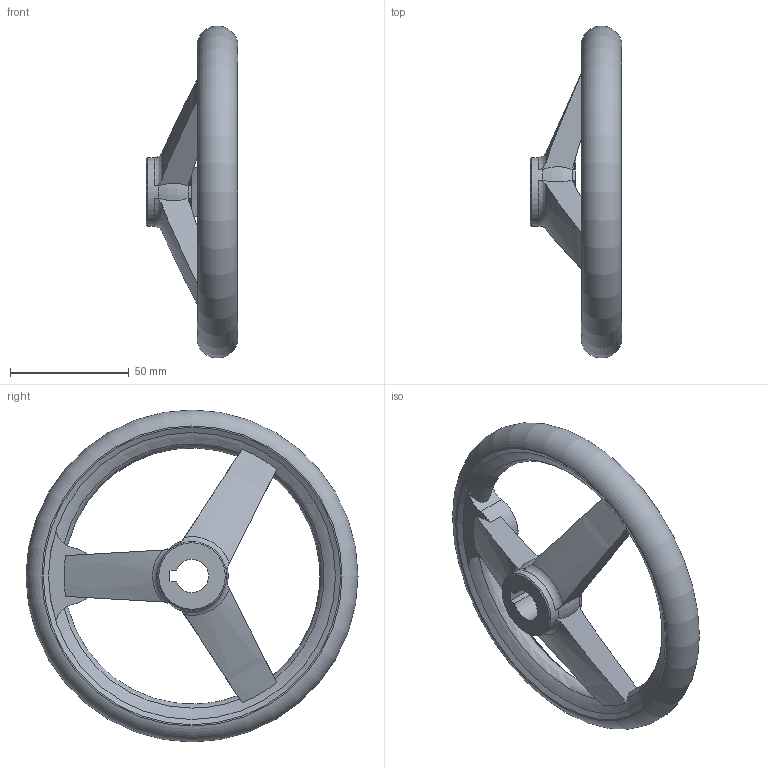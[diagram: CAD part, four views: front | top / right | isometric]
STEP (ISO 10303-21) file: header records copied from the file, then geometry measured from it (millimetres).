
FILE_DESCRIPTION( ( 'STEP AP203' ), ' ' );
FILE_NAME( 'Stainless Steel-Handwheel GN 950.6-140-K14-A.stp', '2015-09-15T09:44:27', ( '' ), ( '' ), ' ', 'PARTsolutions', ' ' );
FILE_SCHEMA( ( 'CONFIG_CONTROL_DESIGN' ) );
Length unit declared in the file: millimetre
Products named in the file (1): _Stainless Steel-Handwheel GN 950.6-140-K14-A
Bounding box: 38.5 x 139.96 x 139.96 mm (x, y, z)
Volume: 109273.8 mm3; surface area: 30559 mm2
Topology: 1 solids, 1 shells, 56 faces, 172 edges, 112 vertices
Faces by surface type: torus 17, plane 13, cone 12, cylinder 11, bspline 3
Full cylindrical faces by diameter (mm): 29 x2, 123.02 x1
Entity records: 2383 total; most frequent: CARTESIAN_POINT 943, ORIENTED_EDGE 314, DIRECTION 260, EDGE_CURVE 157, AXIS2_PLACEMENT_3D 114, VERTEX_POINT 109, EDGE_LOOP 69, B_SPLINE_CURVE_WITH_KNOTS 65
